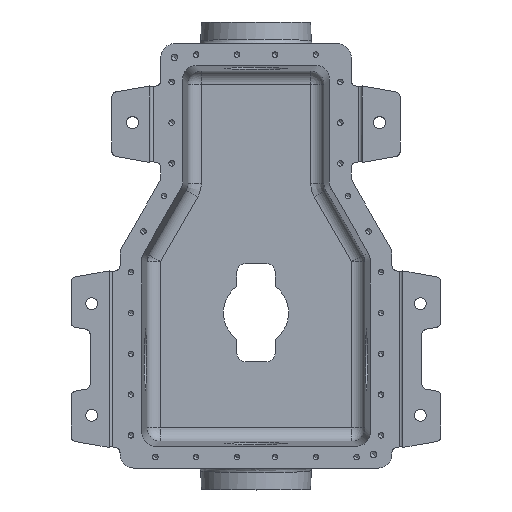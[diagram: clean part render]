
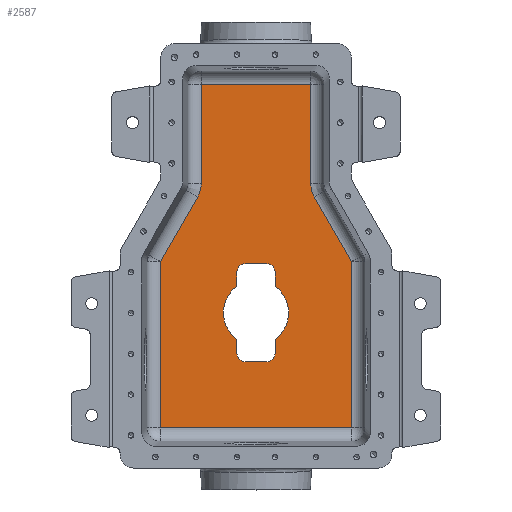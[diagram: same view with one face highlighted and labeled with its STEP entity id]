
A CAD part, top view. The second image highlights one B-rep face of the part: STEP entity #2587.
In plain terms, the highlighted planar face has unit normal (0, 0, 1).
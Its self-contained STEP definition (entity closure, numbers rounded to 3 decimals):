
#2126=FACE_BOUND('',#11164,.T.);
#2273=B_SPLINE_CURVE_WITH_KNOTS('',3,(#15718,#15841,#15842,#15843,#15806),.UNSPECIFIED.,.F.,.U.,(4,1,4),(0.,0.5,1.),.UNSPECIFIED.);
#2275=B_SPLINE_CURVE_WITH_KNOTS('',3,(#15848,#15849,#15850,#15851,#15723),.UNSPECIFIED.,.F.,.U.,(4,1,4),(0.,0.5,1.),.UNSPECIFIED.);
#2385=PLANE('',#20440);
#2587=ADVANCED_FACE('151|2689282741',(#3224,#2126),#2385,.T.);
#3224=FACE_OUTER_BOUND('',#11163,.T.);
#3911=CIRCLE('',#20441,60.);
#3912=CIRCLE('',#20442,15.);
#3913=CIRCLE('',#20443,15.);
#3914=CIRCLE('',#20444,60.);
#3915=CIRCLE('',#20445,15.);
#3916=CIRCLE('',#20446,15.);
#4875=ORIENTED_EDGE('',*,*,#7579,.F.);
#4876=ORIENTED_EDGE('',*,*,#7528,.F.);
#4877=ORIENTED_EDGE('',*,*,#7580,.F.);
#4878=ORIENTED_EDGE('',*,*,#7581,.F.);
#4879=ORIENTED_EDGE('',*,*,#7524,.F.);
#4880=ORIENTED_EDGE('',*,*,#7582,.F.);
#4881=ORIENTED_EDGE('',*,*,#7576,.F.);
#4882=ORIENTED_EDGE('',*,*,#7520,.F.);
#4883=ORIENTED_EDGE('',*,*,#7574,.F.);
#4884=ORIENTED_EDGE('',*,*,#7583,.F.);
#4885=ORIENTED_EDGE('',*,*,#7584,.T.);
#4886=ORIENTED_EDGE('',*,*,#7585,.F.);
#4887=ORIENTED_EDGE('',*,*,#7586,.T.);
#4888=ORIENTED_EDGE('',*,*,#7587,.F.);
#4889=ORIENTED_EDGE('',*,*,#7588,.F.);
#4890=ORIENTED_EDGE('',*,*,#7589,.F.);
#4891=ORIENTED_EDGE('',*,*,#7590,.T.);
#4892=ORIENTED_EDGE('',*,*,#7591,.F.);
#4893=ORIENTED_EDGE('',*,*,#7592,.T.);
#4894=ORIENTED_EDGE('',*,*,#7593,.F.);
#4895=ORIENTED_EDGE('',*,*,#7594,.F.);
#4896=ORIENTED_EDGE('',*,*,#7595,.F.);
#7520=EDGE_CURVE('319',#10431,#10432,#9542,.T.);
#7524=EDGE_CURVE('323',#10433,#10434,#9543,.T.);
#7528=EDGE_CURVE('327',#10435,#10436,#9544,.T.);
#7574=EDGE_CURVE('373',#10430,#10431,#9567,.T.);
#7576=EDGE_CURVE('376',#10432,#10462,#2273,.T.);
#7579=EDGE_CURVE('377',#10436,#10437,#9569,.T.);
#7580=EDGE_CURVE('378',#10464,#10435,#2275,.T.);
#7581=EDGE_CURVE('379',#10434,#10464,#9570,.T.);
#7582=EDGE_CURVE('380',#10462,#10433,#9571,.T.);
#7583=EDGE_CURVE('381',#10437,#10430,#9572,.T.);
#7584=EDGE_CURVE('382',#10465,#10466,#9573,.T.);
#7585=EDGE_CURVE('383',#10467,#10466,#3911,.T.);
#7586=EDGE_CURVE('384',#10467,#10468,#9574,.T.);
#7587=EDGE_CURVE('385',#10469,#10468,#3912,.T.);
#7588=EDGE_CURVE('386',#10470,#10469,#9575,.T.);
#7589=EDGE_CURVE('387',#10471,#10470,#3913,.T.);
#7590=EDGE_CURVE('388',#10471,#10472,#9576,.T.);
#7591=EDGE_CURVE('389',#10473,#10472,#3914,.T.);
#7592=EDGE_CURVE('390',#10473,#10474,#9577,.T.);
#7593=EDGE_CURVE('391',#10475,#10474,#3915,.T.);
#7594=EDGE_CURVE('392',#10476,#10475,#9578,.T.);
#7595=EDGE_CURVE('393',#10465,#10476,#3916,.T.);
#8767=VECTOR('',#21617,136.703);
#8768=VECTOR('',#21602,201.413);
#8769=VECTOR('',#21618,136.703);
#8792=VECTOR('',#21608,305.812);
#8794=VECTOR('',#21610,305.812);
#8795=VECTOR('',#21610,182.22);
#8796=VECTOR('',#21608,182.22);
#8797=VECTOR('',#21609,351.413);
#8798=VECTOR('',#21610,26.266);
#8799=VECTOR('',#21610,26.266);
#8800=VECTOR('',#21602,40.);
#8801=VECTOR('',#21608,26.266);
#8802=VECTOR('',#21608,26.266);
#8803=VECTOR('',#21609,40.);
#9542=LINE('',#15717,#8767);
#9543=LINE('',#15720,#8768);
#9544=LINE('',#15723,#8769);
#9567=LINE('',#15716,#8792);
#9569=LINE('',#15724,#8794);
#9570=LINE('',#15721,#8795);
#9571=LINE('',#15806,#8796);
#9572=LINE('',#15725,#8797);
#9573=LINE('',#15852,#8798);
#9574=LINE('',#15854,#8799);
#9575=LINE('',#15859,#8800);
#9576=LINE('',#15860,#8801);
#9577=LINE('',#15863,#8802);
#9578=LINE('',#15867,#8803);
#10430=VERTEX_POINT('262',#15716);
#10431=VERTEX_POINT('263',#15717);
#10432=VERTEX_POINT('264',#15718);
#10433=VERTEX_POINT('265',#15720);
#10434=VERTEX_POINT('266',#15721);
#10435=VERTEX_POINT('267',#15723);
#10436=VERTEX_POINT('268',#15724);
#10437=VERTEX_POINT('269',#15725);
#10462=VERTEX_POINT('295',#15806);
#10464=VERTEX_POINT('296',#15848);
#10465=VERTEX_POINT('297',#15852);
#10466=VERTEX_POINT('298',#15853);
#10467=VERTEX_POINT('299',#15854);
#10468=VERTEX_POINT('300',#15856);
#10469=VERTEX_POINT('301',#15857);
#10470=VERTEX_POINT('302',#15859);
#10471=VERTEX_POINT('303',#15860);
#10472=VERTEX_POINT('304',#15862);
#10473=VERTEX_POINT('305',#15863);
#10474=VERTEX_POINT('306',#15864);
#10475=VERTEX_POINT('307',#15865);
#10476=VERTEX_POINT('308',#15867);
#11163=EDGE_LOOP('',(#4875,#4876,#4877,#4878,#4879,#4880,#4881,#4882,#4883,#4884));
#11164=EDGE_LOOP('',(#4885,#4886,#4887,#4888,#4889,#4890,#4891,#4892,#4893,#4894,#4895,#4896));
#15716=CARTESIAN_POINT('',(-175.706,74.294,-290.));
#15717=CARTESIAN_POINT('',(-175.706,380.106,-290.));
#15718=CARTESIAN_POINT('',(-107.393,498.516,-290.));
#15720=CARTESIAN_POINT('',(-100.706,705.706,-290.));
#15721=CARTESIAN_POINT('',(100.706,705.706,-290.));
#15723=CARTESIAN_POINT('',(107.393,498.516,-290.));
#15724=CARTESIAN_POINT('',(175.706,380.106,-290.));
#15725=CARTESIAN_POINT('',(175.706,74.294,-290.));
#15806=CARTESIAN_POINT('',(-100.706,523.487,-290.));
#15841=CARTESIAN_POINT('',(-105.221,502.28,-290.));
#15842=CARTESIAN_POINT('',(-101.85,510.412,-290.));
#15843=CARTESIAN_POINT('',(-100.706,519.141,-290.));
#15848=CARTESIAN_POINT('',(100.706,523.487,-290.));
#15849=CARTESIAN_POINT('',(100.706,519.141,-290.));
#15850=CARTESIAN_POINT('',(101.85,510.412,-290.));
#15851=CARTESIAN_POINT('',(105.221,502.28,-290.));
#15852=CARTESIAN_POINT('',(35.,361.,-290.));
#15853=CARTESIAN_POINT('',(35.,334.734,-290.));
#15854=CARTESIAN_POINT('',(35.,237.266,-290.));
#15855=CARTESIAN_POINT('',(0.,286.,-290.));
#15856=CARTESIAN_POINT('',(35.,211.,-290.));
#15857=CARTESIAN_POINT('',(20.,196.,-290.));
#15858=CARTESIAN_POINT('',(20.,211.,-290.));
#15859=CARTESIAN_POINT('',(-20.,196.,-290.));
#15860=CARTESIAN_POINT('',(-35.,211.,-290.));
#15861=CARTESIAN_POINT('',(-20.,211.,-290.));
#15862=CARTESIAN_POINT('',(-35.,237.266,-290.));
#15863=CARTESIAN_POINT('',(-35.,334.734,-290.));
#15864=CARTESIAN_POINT('',(-35.,361.,-290.));
#15865=CARTESIAN_POINT('',(-20.,376.,-290.));
#15866=CARTESIAN_POINT('',(-20.,361.,-290.));
#15867=CARTESIAN_POINT('',(20.,376.,-290.));
#15868=CARTESIAN_POINT('',(20.,361.,-290.));
#20440=AXIS2_PLACEMENT_3D('',#15716,#21601,#21602);
#20441=AXIS2_PLACEMENT_3D('',#15855,#21601,#21711);
#20442=AXIS2_PLACEMENT_3D('',#15858,#21601,#21610);
#20443=AXIS2_PLACEMENT_3D('',#15861,#21601,#21609);
#20444=AXIS2_PLACEMENT_3D('',#15855,#21601,#21712);
#20445=AXIS2_PLACEMENT_3D('',#15866,#21601,#21608);
#20446=AXIS2_PLACEMENT_3D('',#15868,#21601,#21602);
#21601=DIRECTION('',(0.,0.,1.));
#21602=DIRECTION('',(1.,0.,0.));
#21608=DIRECTION('',(0.,1.,0.));
#21609=DIRECTION('',(-1.,0.,0.));
#21610=DIRECTION('',(0.,-1.,0.));
#21617=DIRECTION('',(0.5,0.866,0.));
#21618=DIRECTION('',(0.5,-0.866,0.));
#21711=DIRECTION('',(0.583,-0.812,0.));
#21712=DIRECTION('',(-0.583,0.812,0.));
